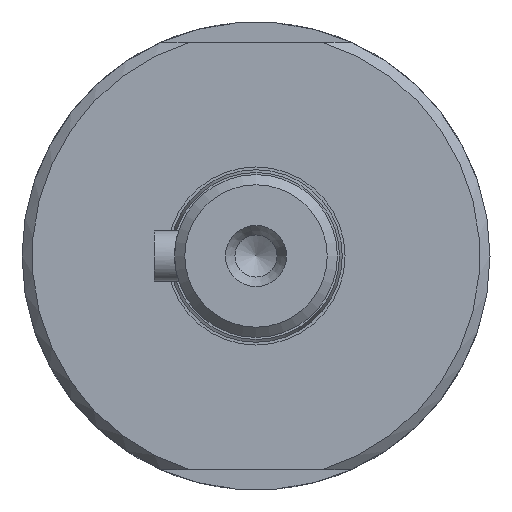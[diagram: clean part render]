
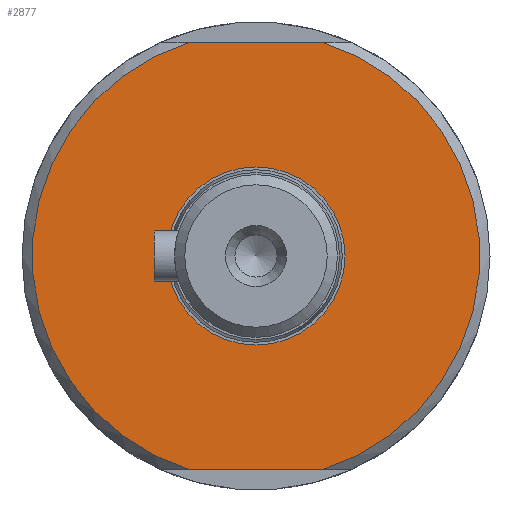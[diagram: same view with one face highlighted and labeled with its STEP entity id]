
A CAD part, left-side view. The second image highlights one B-rep face of the part: STEP entity #2877.
In plain terms, the highlighted planar face has unit normal (-1, 0, 0).
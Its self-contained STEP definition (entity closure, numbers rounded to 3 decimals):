
#68=FACE_BOUND('',#549,.T.);
#115=PLANE('',#3089);
#385=FACE_OUTER_BOUND('',#548,.T.);
#548=EDGE_LOOP('',(#2119,#2120,#2121,#2122));
#549=EDGE_LOOP('',(#2123,#2124));
#714=LINE('',#4225,#967);
#718=LINE('',#4244,#971);
#967=VECTOR('',#3407,10.);
#971=VECTOR('',#3417,10.);
#1230=CIRCLE('',#3086,22.);
#1232=CIRCLE('',#3090,22.);
#1233=CIRCLE('',#3091,8.75);
#1234=CIRCLE('',#3092,8.75);
#1348=VERTEX_POINT('',#4220);
#1349=VERTEX_POINT('',#4224);
#1354=VERTEX_POINT('',#4239);
#1355=VERTEX_POINT('',#4243);
#1361=VERTEX_POINT('',#4267);
#1362=VERTEX_POINT('',#4268);
#1635=EDGE_CURVE('',#1349,#1348,#714,.T.);
#1642=EDGE_CURVE('',#1355,#1354,#718,.T.);
#1651=EDGE_CURVE('',#1349,#1354,#1230,.T.);
#1653=EDGE_CURVE('',#1355,#1348,#1232,.T.);
#1654=EDGE_CURVE('',#1361,#1362,#1233,.T.);
#1655=EDGE_CURVE('',#1362,#1361,#1234,.T.);
#2119=ORIENTED_EDGE('',*,*,#1635,.T.);
#2120=ORIENTED_EDGE('',*,*,#1653,.F.);
#2121=ORIENTED_EDGE('',*,*,#1642,.T.);
#2122=ORIENTED_EDGE('',*,*,#1651,.F.);
#2123=ORIENTED_EDGE('',*,*,#1654,.T.);
#2124=ORIENTED_EDGE('',*,*,#1655,.T.);
#2877=ADVANCED_FACE('',(#385,#68),#115,.T.);
#3086=AXIS2_PLACEMENT_3D('',#4261,#3434,#3435);
#3089=AXIS2_PLACEMENT_3D('',#4265,#3440,#3441);
#3090=AXIS2_PLACEMENT_3D('',#4266,#3442,#3443);
#3091=AXIS2_PLACEMENT_3D('',#4269,#3444,#3445);
#3092=AXIS2_PLACEMENT_3D('',#4270,#3446,#3447);
#3407=DIRECTION('',(0.,1.,0.));
#3417=DIRECTION('',(0.,-1.,0.));
#3434=DIRECTION('center_axis',(1.,0.,0.));
#3435=DIRECTION('ref_axis',(0.,-1.,0.));
#3440=DIRECTION('center_axis',(-1.,0.,0.));
#3441=DIRECTION('ref_axis',(0.,0.,-1.));
#3442=DIRECTION('center_axis',(1.,0.,0.));
#3443=DIRECTION('ref_axis',(0.,-1.,0.));
#3444=DIRECTION('center_axis',(1.,0.,0.));
#3445=DIRECTION('ref_axis',(0.,-1.,0.));
#3446=DIRECTION('center_axis',(1.,0.,0.));
#3447=DIRECTION('ref_axis',(0.,-1.,0.));
#4220=CARTESIAN_POINT('',(-99.5,6.557,21.));
#4224=CARTESIAN_POINT('',(-99.5,-6.557,21.));
#4225=CARTESIAN_POINT('',(-99.5,0.91,21.));
#4239=CARTESIAN_POINT('',(-99.5,-6.557,-21.));
#4243=CARTESIAN_POINT('',(-99.5,6.557,-21.));
#4244=CARTESIAN_POINT('',(-99.5,-15.688,-21.));
#4261=CARTESIAN_POINT('Origin',(-99.5,0.,0.));
#4265=CARTESIAN_POINT('Origin',(-99.5,-15.375,0.));
#4266=CARTESIAN_POINT('Origin',(-99.5,0.,0.));
#4267=CARTESIAN_POINT('',(-99.5,-8.75,0.));
#4268=CARTESIAN_POINT('',(-99.5,8.75,0.));
#4269=CARTESIAN_POINT('Origin',(-99.5,0.,0.));
#4270=CARTESIAN_POINT('Origin',(-99.5,0.,0.));
